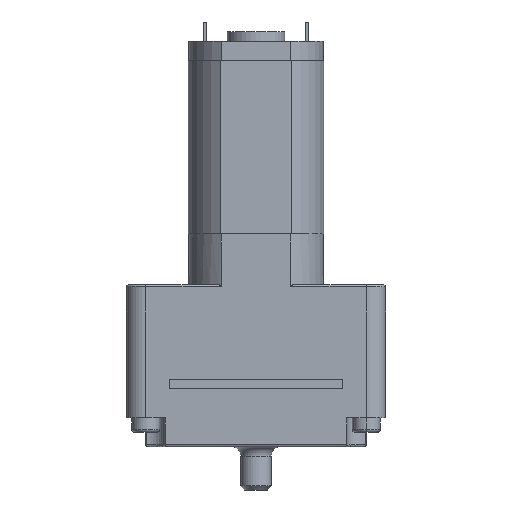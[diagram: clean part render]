
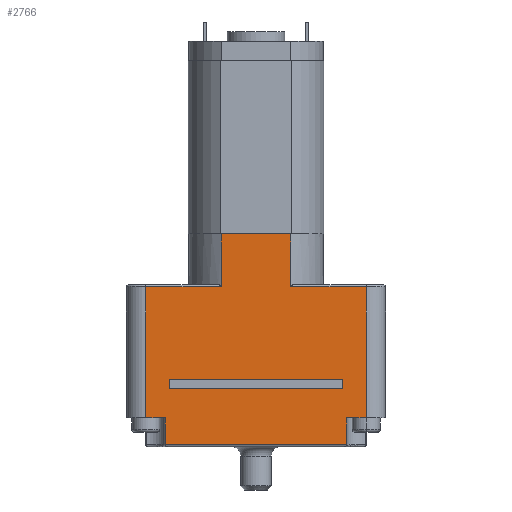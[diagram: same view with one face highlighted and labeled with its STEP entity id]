
A CAD part, front view. The second image highlights one B-rep face of the part: STEP entity #2766.
In plain terms, the highlighted face is planar.
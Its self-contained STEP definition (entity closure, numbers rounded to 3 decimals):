
#911=DIRECTION('',(1.,0.,0.));
#912=VECTOR('',#911,18.8);
#913=CARTESIAN_POINT('',(-9.4,6.,0.2));
#914=LINE('',#913,#912);
#915=DIRECTION('',(0.,0.,1.));
#916=VECTOR('',#915,2.8);
#917=CARTESIAN_POINT('',(9.4,6.,0.2));
#918=LINE('',#917,#916);
#919=DIRECTION('',(-1.,0.,0.));
#920=VECTOR('',#919,2.05);
#921=CARTESIAN_POINT('',(11.45,6.,3.));
#922=LINE('',#921,#920);
#923=DIRECTION('',(0.,0.,-1.));
#924=VECTOR('',#923,13.6);
#925=CARTESIAN_POINT('',(11.45,6.,16.6));
#926=LINE('',#925,#924);
#927=DIRECTION('',(-1.,0.,0.));
#928=VECTOR('',#927,7.844);
#929=CARTESIAN_POINT('',(11.45,6.,16.6));
#930=LINE('',#929,#928);
#931=DIRECTION('',(-1.,0.,0.));
#932=VECTOR('',#931,7.844);
#933=CARTESIAN_POINT('',(-3.606,6.,16.6));
#934=LINE('',#933,#932);
#935=DIRECTION('',(0.,0.,-1.));
#936=VECTOR('',#935,13.6);
#937=CARTESIAN_POINT('',(-11.45,6.,16.6));
#938=LINE('',#937,#936);
#939=DIRECTION('',(-1.,0.,0.));
#940=VECTOR('',#939,2.05);
#941=CARTESIAN_POINT('',(-9.4,6.,3.));
#942=LINE('',#941,#940);
#943=DIRECTION('',(0.,0.,1.));
#944=VECTOR('',#943,2.8);
#945=CARTESIAN_POINT('',(-9.4,6.,0.2));
#946=LINE('',#945,#944);
#947=DIRECTION('',(0.,0.,1.));
#948=VECTOR('',#947,1.);
#949=CARTESIAN_POINT('',(-9.,6.,6.));
#950=LINE('',#949,#948);
#951=DIRECTION('',(1.,0.,0.));
#952=VECTOR('',#951,18.);
#953=CARTESIAN_POINT('',(-9.,6.,7.));
#954=LINE('',#953,#952);
#955=DIRECTION('',(0.,0.,-1.));
#956=VECTOR('',#955,1.);
#957=CARTESIAN_POINT('',(9.,6.,7.));
#958=LINE('',#957,#956);
#959=DIRECTION('',(-1.,0.,0.));
#960=VECTOR('',#959,18.);
#961=CARTESIAN_POINT('',(9.,6.,6.));
#962=LINE('',#961,#960);
#1747=DIRECTION('',(0.,0.,1.));
#1748=VECTOR('',#1747,5.5);
#1749=CARTESIAN_POINT('',(-3.606,6.,16.6));
#1750=LINE('',#1749,#1748);
#1772=DIRECTION('',(-1.,0.,0.));
#1773=VECTOR('',#1772,7.211);
#1774=CARTESIAN_POINT('',(3.606,6.,22.1));
#1775=LINE('',#1774,#1773);
#1785=DIRECTION('',(0.,0.,-1.));
#1786=VECTOR('',#1785,5.5);
#1787=CARTESIAN_POINT('',(3.606,6.,22.1));
#1788=LINE('',#1787,#1786);
#2153=CARTESIAN_POINT('',(-3.606,6.,22.1));
#2155=VERTEX_POINT('',#2153);
#2159=CARTESIAN_POINT('',(3.606,6.,22.1));
#2160=VERTEX_POINT('',#2159);
#2195=CARTESIAN_POINT('',(-9.4,6.,3.));
#2196=VERTEX_POINT('',#2195);
#2197=CARTESIAN_POINT('',(9.4,6.,3.));
#2198=VERTEX_POINT('',#2197);
#2206=CARTESIAN_POINT('',(-11.45,6.,3.));
#2208=VERTEX_POINT('',#2206);
#2209=CARTESIAN_POINT('',(11.45,6.,3.));
#2211=VERTEX_POINT('',#2209);
#2313=CARTESIAN_POINT('',(11.45,6.,16.6));
#2314=CARTESIAN_POINT('',(3.606,6.,16.6));
#2315=VERTEX_POINT('',#2313);
#2316=VERTEX_POINT('',#2314);
#2357=CARTESIAN_POINT('',(-3.606,6.,16.6));
#2358=CARTESIAN_POINT('',(-11.45,6.,16.6));
#2359=VERTEX_POINT('',#2357);
#2360=VERTEX_POINT('',#2358);
#2417=CARTESIAN_POINT('',(-9.4,6.,0.2));
#2418=VERTEX_POINT('',#2417);
#2421=CARTESIAN_POINT('',(9.4,6.,0.2));
#2422=VERTEX_POINT('',#2421);
#2471=CARTESIAN_POINT('',(-9.,6.,6.));
#2472=CARTESIAN_POINT('',(-9.,6.,7.));
#2473=VERTEX_POINT('',#2471);
#2474=VERTEX_POINT('',#2472);
#2475=CARTESIAN_POINT('',(9.,6.,7.));
#2476=VERTEX_POINT('',#2475);
#2477=CARTESIAN_POINT('',(9.,6.,6.));
#2478=VERTEX_POINT('',#2477);
#2726=CARTESIAN_POINT('',(13.45,6.,0.));
#2727=DIRECTION('',(0.,1.,0.));
#2728=DIRECTION('',(-1.,0.,0.));
#2729=AXIS2_PLACEMENT_3D('',#2726,#2727,#2728);
#2730=PLANE('',#2729);
#2732=ORIENTED_EDGE('',*,*,#2731,.T.);
#2734=ORIENTED_EDGE('',*,*,#2733,.T.);
#2736=ORIENTED_EDGE('',*,*,#2735,.F.);
#2738=ORIENTED_EDGE('',*,*,#2737,.F.);
#2740=ORIENTED_EDGE('',*,*,#2739,.T.);
#2742=ORIENTED_EDGE('',*,*,#2741,.F.);
#2744=ORIENTED_EDGE('',*,*,#2743,.T.);
#2746=ORIENTED_EDGE('',*,*,#2745,.F.);
#2748=ORIENTED_EDGE('',*,*,#2747,.T.);
#2750=ORIENTED_EDGE('',*,*,#2749,.T.);
#2752=ORIENTED_EDGE('',*,*,#2751,.F.);
#2753=ORIENTED_EDGE('',*,*,#2717,.F.);
#2754=EDGE_LOOP('',(#2732,#2734,#2736,#2738,#2740,#2742,#2744,#2746,#2748,#2750,
#2752,#2753));
#2755=FACE_OUTER_BOUND('',#2754,.F.);
#2757=ORIENTED_EDGE('',*,*,#2756,.T.);
#2759=ORIENTED_EDGE('',*,*,#2758,.T.);
#2761=ORIENTED_EDGE('',*,*,#2760,.T.);
#2763=ORIENTED_EDGE('',*,*,#2762,.T.);
#2764=EDGE_LOOP('',(#2757,#2759,#2761,#2763));
#2765=FACE_BOUND('',#2764,.F.);
#2766=ADVANCED_FACE('',(#2755,#2765),#2730,.T.);
#2717=EDGE_CURVE('',#2418,#2196,#946,.T.);
#2731=EDGE_CURVE('',#2418,#2422,#914,.T.);
#2733=EDGE_CURVE('',#2422,#2198,#918,.T.);
#2735=EDGE_CURVE('',#2211,#2198,#922,.T.);
#2737=EDGE_CURVE('',#2315,#2211,#926,.T.);
#2739=EDGE_CURVE('',#2315,#2316,#930,.T.);
#2741=EDGE_CURVE('',#2160,#2316,#1788,.T.);
#2743=EDGE_CURVE('',#2160,#2155,#1775,.T.);
#2745=EDGE_CURVE('',#2359,#2155,#1750,.T.);
#2747=EDGE_CURVE('',#2359,#2360,#934,.T.);
#2749=EDGE_CURVE('',#2360,#2208,#938,.T.);
#2751=EDGE_CURVE('',#2196,#2208,#942,.T.);
#2756=EDGE_CURVE('',#2473,#2474,#950,.T.);
#2758=EDGE_CURVE('',#2474,#2476,#954,.T.);
#2760=EDGE_CURVE('',#2476,#2478,#958,.T.);
#2762=EDGE_CURVE('',#2478,#2473,#962,.T.);
